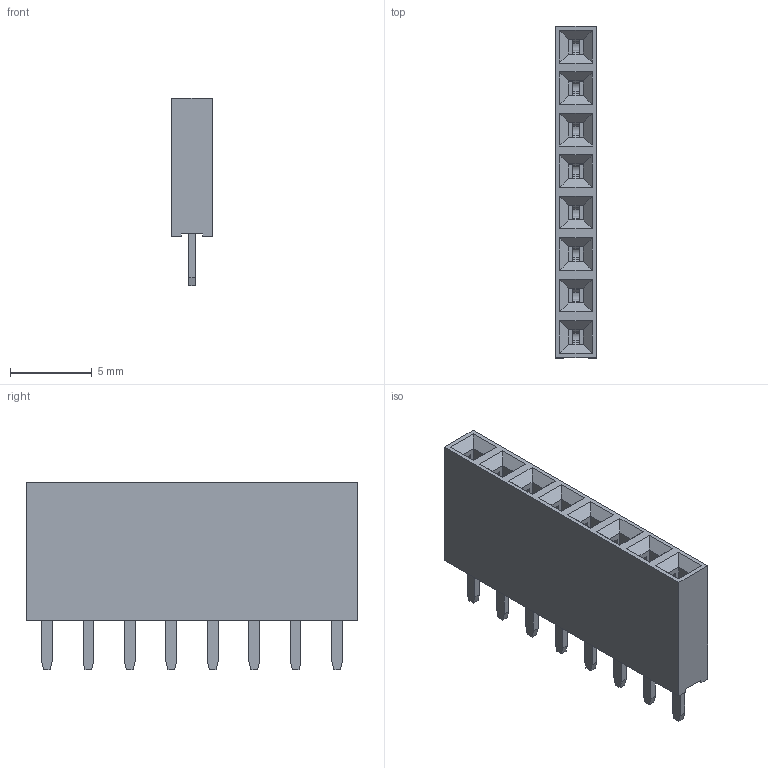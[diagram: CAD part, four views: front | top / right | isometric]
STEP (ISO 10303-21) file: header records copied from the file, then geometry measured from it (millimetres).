
FILE_DESCRIPTION(('FreeCAD Model'),'2;1');
FILE_NAME('Open CASCADE Shape Model','2023-05-12T02:55:18',( 'kicad StepUp'),('ksu MCAD'),'Open CASCADE STEP processor 7.6', 'FreeCAD','Unknown');
FILE_SCHEMA(('AUTOMOTIVE_DESIGN { 1 0 10303 214 1 1 1 1 }'));
Length unit declared in the file: millimetre
Products named in the file (10): Female_Header_1x8_P2.54_H8.5_straight; Pin_One; Epoxy_Body; Body003; Body004; Body005; Body006; Body007; Body008; Body009
Assembly tree (9 placements, depth 2):
  Female_Header_1x8_P2.54_H8.5_straight
    Pin_One
    Epoxy_Body
    Body003
    Body004
    Body005
    Body006
    Body007
    Body008
    Body009
Bounding box: 2.5 x 20.32 x 11.5 mm (x, y, z)
Volume: 373.7 mm3; surface area: 1114 mm2
Topology: 9 solids, 9 shells, 332 faces, 926 edges, 612 vertices
Faces by surface type: plane 242, cylinder 58, bspline 32
Entity records: 10783 total; most frequent: CARTESIAN_POINT 2008, ORIENTED_EDGE 1852, DIRECTION 1646, EDGE_CURVE 926, LINE 762, VECTOR 762, VERTEX_POINT 612, AXIS2_PLACEMENT_3D 442
